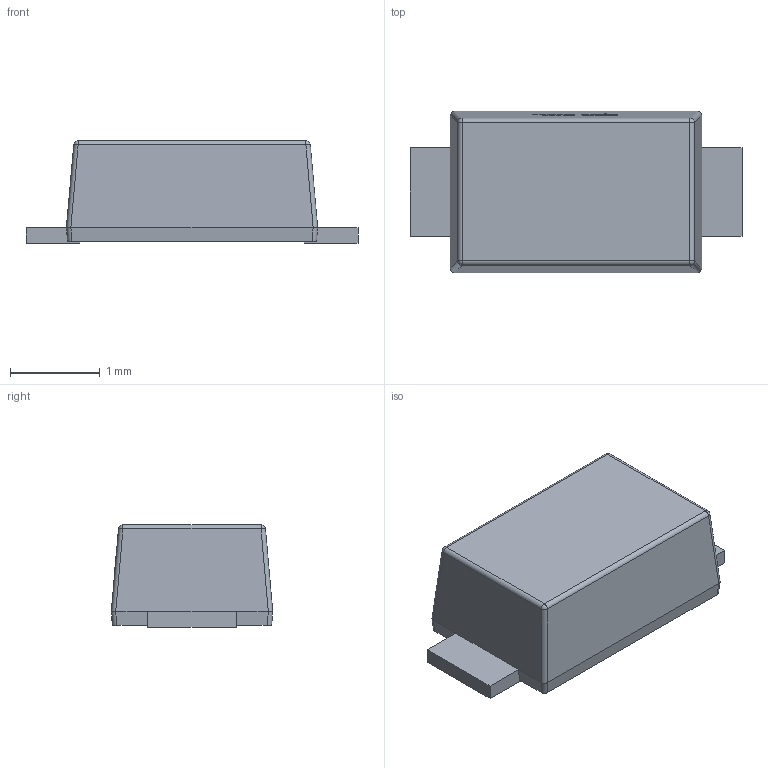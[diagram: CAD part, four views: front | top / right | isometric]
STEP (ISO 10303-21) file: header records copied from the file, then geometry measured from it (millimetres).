
FILE_DESCRIPTION(/* description */ ('','CAx-IF Rec.Pracs.---Representation and Presentation of Product Manufacturing Information (PMI)---4.0---2014-10-13'),/* implementation_level */ '2;1');
FILE_NAME(/* name */ 'D1~SOD-123FL_L2.8-W1.8-LS3.7-BI~SOD-123FL_L2.8-W1.8-LS3.7-BI~2qNv.step',/* time_stamp */ '2025-04-03T00:54:28+08:00',/* author */ (''),/* organization */ (''),/* preprocessor_version */ 'ST-DEVELOPER v20',/* originating_system */ 'Autodesk Translation Framework v13.20.0.188',/* authorisation */ '');
FILE_SCHEMA (('AP242_MANAGED_MODEL_BASED_3D_ENGINEERING_MIM_LF { 1 0 10303 442 1 1 4 }'));
Length unit declared in the file: millimetre
Products named in the file (2): D1~SOD-123FL_L2.8-W1.8-LS3.7-BI~SOD-123FL_L2.8-W1.8-LS3.7-BI~2qNv; SOD-123FL_L2.8-W1.8-LS3.7-BI~SOD-123FL_L2.8-W1.8-LS3.7-BI~2qNv
Assembly tree (1 placements, depth 2):
  D1~SOD-123FL_L2.8-W1.8-LS3.7-BI~SOD-123FL_L2.8-W1.8-LS3.7-BI~2qNv
    SOD-123FL_L2.8-W1.8-LS3.7-BI~SOD-123FL_L2.8-W1.8-LS3.7-BI~2qNv
Bounding box: 3.7 x 1.8 x 1.14 mm (x, y, z)
Volume: 5.4 mm3; surface area: 21.2 mm2
Topology: 1 solids, 1 shells, 260 faces, 697 edges, 454 vertices
Faces by surface type: plane 146, bspline 98, cylinder 12, sphere 4
Entity records: 8995 total; most frequent: CARTESIAN_POINT 2588, ORIENTED_EDGE 1386, DIRECTION 1023, EDGE_CURVE 693, LINE 477, VECTOR 477, VERTEX_POINT 454, EDGE_LOOP 279
